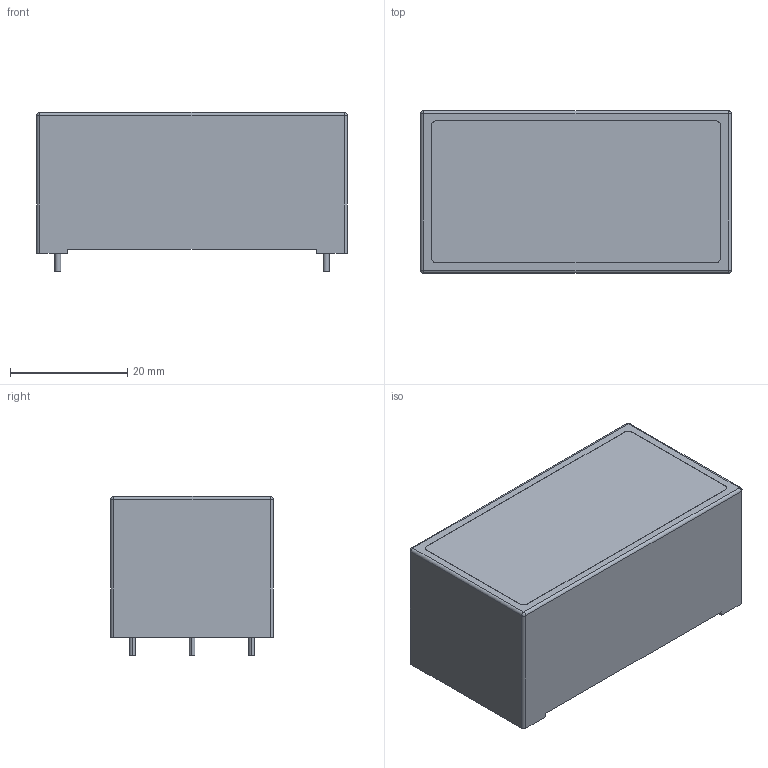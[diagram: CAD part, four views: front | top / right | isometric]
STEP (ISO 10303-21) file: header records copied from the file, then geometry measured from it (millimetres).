
FILE_DESCRIPTION((''),'2;1');
FILE_NAME('PWS_TRACO_TMPM 10.stp','2013-02-15T14:57:26',(''),(''),'Mechanical Desktop 2011','Mechanical Desktop 2011',', , ');
FILE_SCHEMA(('AUTOMOTIVE_DESIGN { 1 2 10303 214 1 1 1 1 }'));
Length unit declared in the file: millimetre
Products named in the file (1): Product
Bounding box: 52.9 x 27.7 x 27.1 mm (x, y, z)
Volume: 34341.8 mm3; surface area: 9172.4 mm2
Topology: 6 solids, 6 shells, 58 faces, 126 edges, 79 vertices
Faces by surface type: plane 29, cylinder 24, sphere 5
Entity records: 1626 total; most frequent: DIRECTION 294, CARTESIAN_POINT 262, ORIENTED_EDGE 248, EDGE_CURVE 124, AXIS2_PLACEMENT_3D 111, VERTEX_POINT 79, VECTOR 72, LINE 72
